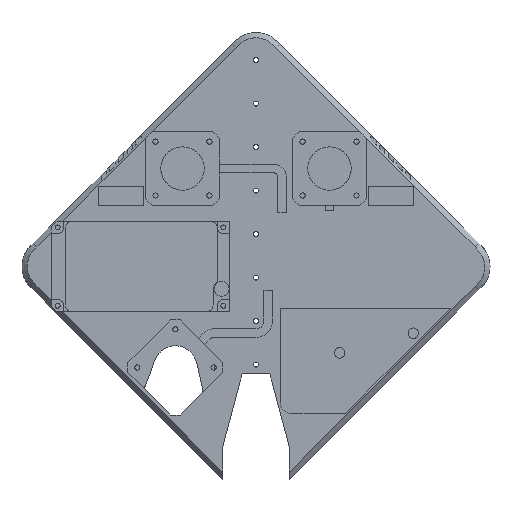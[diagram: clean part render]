
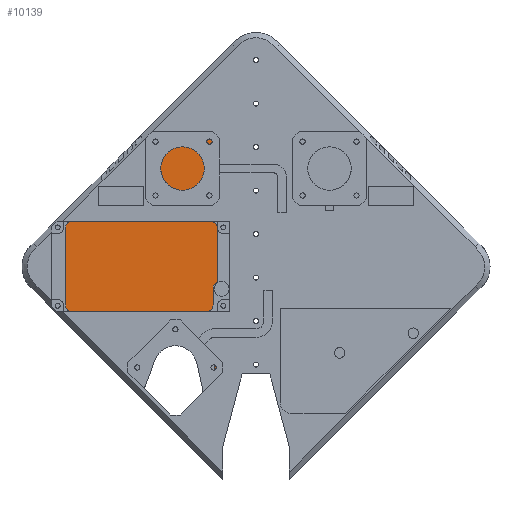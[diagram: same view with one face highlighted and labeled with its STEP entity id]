
A CAD part, front view. The second image highlights one B-rep face of the part: STEP entity #10139.
In plain terms, the highlighted planar face has unit normal (0, -1, 0).
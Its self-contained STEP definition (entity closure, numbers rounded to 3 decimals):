
#576=PLANE('',#10899);
#1069=FACE_OUTER_BOUND('',#1699,.T.);
#1699=EDGE_LOOP('',(#9356,#9357,#9358,#9359,#9360,#9361,#9362,#9363,#9364,
#9365,#9366,#9367,#9368,#9369,#9370));
#2776=LINE('',#17944,#3909);
#2780=LINE('',#17951,#3913);
#2785=LINE('',#17966,#3918);
#2789=LINE('',#17978,#3922);
#2792=LINE('',#17984,#3925);
#2796=LINE('',#17996,#3929);
#2800=LINE('',#18008,#3933);
#2801=LINE('',#18014,#3934);
#2802=LINE('',#18017,#3935);
#3909=VECTOR('',#13359,10.);
#3913=VECTOR('',#13365,10.);
#3918=VECTOR('',#13378,10.);
#3922=VECTOR('',#13390,10.);
#3925=VECTOR('',#13395,10.);
#3929=VECTOR('',#13407,10.);
#3933=VECTOR('',#13419,10.);
#3934=VECTOR('',#13428,10.);
#3935=VECTOR('',#13431,10.);
#4227=CIRCLE('',#10881,9.);
#4229=CIRCLE('',#10885,12.5);
#4231=CIRCLE('',#10890,4.);
#4233=CIRCLE('',#10894,4.);
#4235=CIRCLE('',#10898,4.);
#4236=CIRCLE('',#10900,6.);
#5125=VERTEX_POINT('',#17941);
#5126=VERTEX_POINT('',#17943);
#5128=VERTEX_POINT('',#17949);
#5131=VERTEX_POINT('',#17956);
#5132=VERTEX_POINT('',#17958);
#5134=VERTEX_POINT('',#17964);
#5136=VERTEX_POINT('',#17970);
#5138=VERTEX_POINT('',#17976);
#5140=VERTEX_POINT('',#17982);
#5142=VERTEX_POINT('',#17988);
#5144=VERTEX_POINT('',#17994);
#5146=VERTEX_POINT('',#18000);
#5148=VERTEX_POINT('',#18006);
#5149=VERTEX_POINT('',#18013);
#5150=VERTEX_POINT('',#18015);
#6532=EDGE_CURVE('',#5125,#5126,#2776,.T.);
#6536=EDGE_CURVE('',#5128,#5125,#2780,.T.);
#6539=EDGE_CURVE('',#5131,#5132,#4227,.T.);
#6543=EDGE_CURVE('',#5134,#5131,#2785,.T.);
#6546=EDGE_CURVE('',#5136,#5134,#4229,.T.);
#6549=EDGE_CURVE('',#5138,#5136,#2789,.T.);
#6552=EDGE_CURVE('',#5140,#5138,#2792,.T.);
#6555=EDGE_CURVE('',#5142,#5140,#4231,.T.);
#6558=EDGE_CURVE('',#5144,#5142,#2796,.T.);
#6561=EDGE_CURVE('',#5146,#5144,#4233,.T.);
#6564=EDGE_CURVE('',#5148,#5146,#2800,.T.);
#6566=EDGE_CURVE('',#5126,#5148,#4235,.T.);
#6567=EDGE_CURVE('',#5149,#5128,#2801,.T.);
#6568=EDGE_CURVE('',#5150,#5149,#4236,.T.);
#6569=EDGE_CURVE('',#5132,#5150,#2802,.T.);
#9356=ORIENTED_EDGE('',*,*,#6566,.F.);
#9357=ORIENTED_EDGE('',*,*,#6532,.F.);
#9358=ORIENTED_EDGE('',*,*,#6536,.F.);
#9359=ORIENTED_EDGE('',*,*,#6567,.F.);
#9360=ORIENTED_EDGE('',*,*,#6568,.F.);
#9361=ORIENTED_EDGE('',*,*,#6569,.F.);
#9362=ORIENTED_EDGE('',*,*,#6539,.F.);
#9363=ORIENTED_EDGE('',*,*,#6543,.F.);
#9364=ORIENTED_EDGE('',*,*,#6546,.F.);
#9365=ORIENTED_EDGE('',*,*,#6549,.F.);
#9366=ORIENTED_EDGE('',*,*,#6552,.F.);
#9367=ORIENTED_EDGE('',*,*,#6555,.F.);
#9368=ORIENTED_EDGE('',*,*,#6558,.F.);
#9369=ORIENTED_EDGE('',*,*,#6561,.F.);
#9370=ORIENTED_EDGE('',*,*,#6564,.F.);
#10139=ADVANCED_FACE('',(#1069),#576,.F.);
#10881=AXIS2_PLACEMENT_3D('',#17959,#13371,#13372);
#10885=AXIS2_PLACEMENT_3D('',#17972,#13384,#13385);
#10890=AXIS2_PLACEMENT_3D('',#17990,#13401,#13402);
#10894=AXIS2_PLACEMENT_3D('',#18002,#13413,#13414);
#10898=AXIS2_PLACEMENT_3D('',#18011,#13424,#13425);
#10899=AXIS2_PLACEMENT_3D('',#18012,#13426,#13427);
#10900=AXIS2_PLACEMENT_3D('',#18016,#13429,#13430);
#13359=DIRECTION('',(-1.,0.,0.));
#13365=DIRECTION('',(0.,0.,1.));
#13371=DIRECTION('center_axis',(0.,1.,0.));
#13372=DIRECTION('ref_axis',(-0.889,0.,0.457));
#13378=DIRECTION('',(0.457,0.,0.889));
#13384=DIRECTION('center_axis',(0.,1.,0.));
#13385=DIRECTION('ref_axis',(-1.,0.,0.));
#13390=DIRECTION('',(-1.,0.,0.));
#13395=DIRECTION('',(0.,0.,1.));
#13401=DIRECTION('center_axis',(0.,1.,0.));
#13402=DIRECTION('ref_axis',(0.,0.,1.));
#13407=DIRECTION('',(1.,0.,0.));
#13413=DIRECTION('center_axis',(0.,1.,0.));
#13414=DIRECTION('ref_axis',(-1.,0.,0.));
#13419=DIRECTION('',(0.,0.,1.));
#13424=DIRECTION('center_axis',(0.,1.,0.));
#13425=DIRECTION('ref_axis',(0.,0.,-1.));
#13426=DIRECTION('center_axis',(0.,1.,0.));
#13427=DIRECTION('ref_axis',(-1.,0.,0.));
#13428=DIRECTION('',(-1.,0.,0.));
#13429=DIRECTION('center_axis',(0.,1.,0.));
#13430=DIRECTION('ref_axis',(1.,0.,0.));
#13431=DIRECTION('',(0.,0.,-1.));
#17941=CARTESIAN_POINT('',(-24.,32.,-26.));
#17943=CARTESIAN_POINT('',(-105.472,32.,-26.));
#17944=CARTESIAN_POINT('',(-28.672,32.,-26.));
#17949=CARTESIAN_POINT('',(-24.,32.,-84.258));
#17951=CARTESIAN_POINT('',(-24.,32.,-84.258));
#17956=CARTESIAN_POINT('',(-29.505,32.,108.478));
#17958=CARTESIAN_POINT('',(-14.,32.,109.34));
#17959=CARTESIAN_POINT('Origin',(-21.5,32.,104.365));
#17964=CARTESIAN_POINT('',(-53.368,32.,62.03));
#17966=CARTESIAN_POINT('',(-29.505,32.,108.478));
#17970=CARTESIAN_POINT('',(-42.25,32.,43.818));
#17972=CARTESIAN_POINT('Origin',(-42.25,32.,56.318));
#17976=CARTESIAN_POINT('',(-24.,32.,43.818));
#17978=CARTESIAN_POINT('',(-42.25,32.,43.818));
#17982=CARTESIAN_POINT('',(-24.,32.,25.292));
#17984=CARTESIAN_POINT('',(-24.,32.,-84.258));
#17988=CARTESIAN_POINT('',(-26.272,32.,26.));
#17990=CARTESIAN_POINT('Origin',(-26.272,32.,22.));
#17994=CARTESIAN_POINT('',(-105.472,32.,26.));
#17996=CARTESIAN_POINT('',(-26.272,32.,26.));
#18000=CARTESIAN_POINT('',(-109.472,32.,22.));
#18002=CARTESIAN_POINT('Origin',(-105.472,32.,22.));
#18006=CARTESIAN_POINT('',(-109.472,32.,-22.));
#18008=CARTESIAN_POINT('',(-109.472,32.,22.));
#18011=CARTESIAN_POINT('Origin',(-105.472,32.,-22.));
#18012=CARTESIAN_POINT('Origin',(-61.736,32.,14.553));
#18013=CARTESIAN_POINT('',(-20.,32.,-84.258));
#18014=CARTESIAN_POINT('',(-40.868,32.,-84.258));
#18015=CARTESIAN_POINT('',(-14.,32.,-78.258));
#18016=CARTESIAN_POINT('Origin',(-20.,32.,-78.258));
#18017=CARTESIAN_POINT('',(-14.,32.,70.987));
